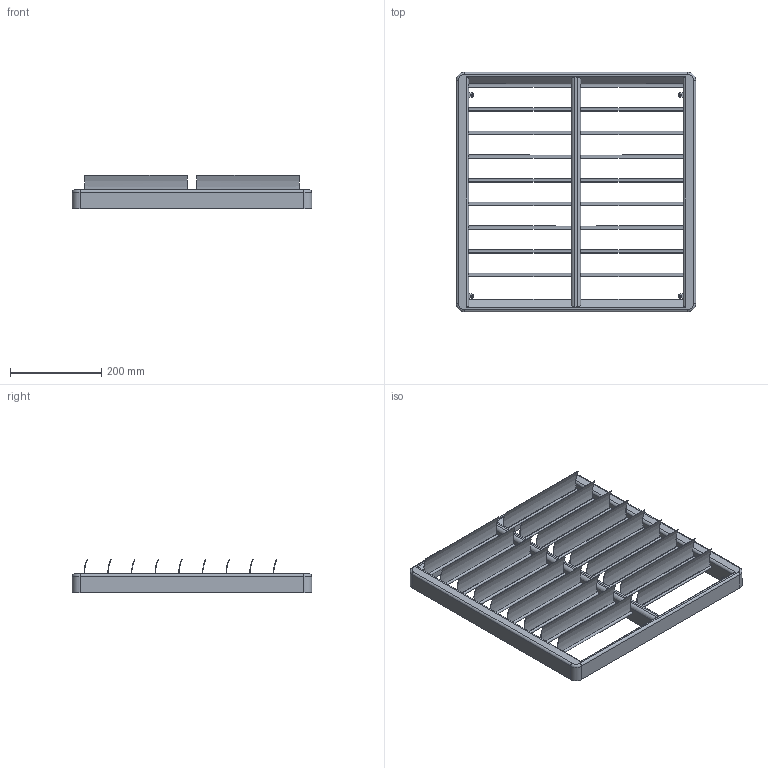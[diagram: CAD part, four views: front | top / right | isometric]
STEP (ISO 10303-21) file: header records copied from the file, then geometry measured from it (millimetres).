
FILE_DESCRIPTION (( 'STEP AP203' ), '1' );
FILE_NAME ('_2000002457_Dummy AS 45 Verschlussklappen__01.step', '2023-12-18T08:40:36', ( '' ), ( '' ), 'SwSTEP 2.0', 'SolidWorks 2021', '' );
FILE_SCHEMA (( 'CONFIG_CONTROL_DESIGN' ));
Length unit declared in the file: millimetre
Products named in the file (1): _2000002457_Dummy AS 45 Verschlussklappen__01
Bounding box: 526 x 526 x 72.9 mm (x, y, z)
Volume: 2669192.6 mm3; surface area: 790840.8 mm2
Topology: 1 solids, 1 shells, 240 faces, 733 edges, 462 vertices
Faces by surface type: cylinder 143, plane 93, torus 4
Entity records: 8448 total; most frequent: DIRECTION 1565, ORIENTED_EDGE 1466, CARTESIAN_POINT 1460, EDGE_CURVE 733, AXIS2_PLACEMENT_3D 599, VERTEX_POINT 462, LINE 367, VECTOR 367
